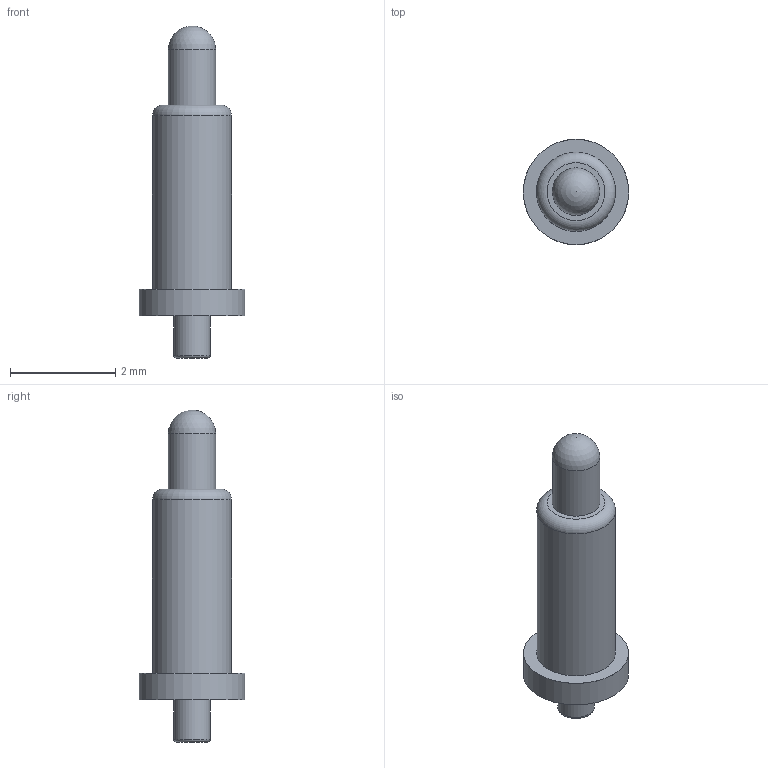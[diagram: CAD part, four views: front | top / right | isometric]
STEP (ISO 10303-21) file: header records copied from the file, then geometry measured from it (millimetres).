
FILE_DESCRIPTION(('Open CASCADE Model'),'2;1');
FILE_NAME('Open CASCADE Shape Model','2025-02-10T14:25:45',('Author'),( 'Open CASCADE'),'Open CASCADE STEP processor 7.7','Open CASCADE 7.7' ,'Unknown');
FILE_SCHEMA(('AUTOMOTIVE_DESIGN { 1 0 10303 214 1 1 1 1 }'));
Length unit declared in the file: millimetre
Products named in the file (10): 828bc7ef-e7b2-11ef-abb5-7c76357cb7d6; 828ed527-e7b2-11ef-93d7-7c76357cb7d6; 828ed527-e7b2-11ef-93d7-7c76357cb7d6_part; 8290a9ea-e7b2-11ef-8b9f-7c76357cb7d6; 8290a9ea-e7b2-11ef-8b9f-7c76357cb7d6_part; 82936908-e7b2-11ef-a14e-7c76357cb7d6; 82936908-e7b2-11ef-a14e-7c76357cb7d6_part; 82953f1e-e7b2-11ef-893e-7c76357cb7d6; 82953f1e-e7b2-11ef-893e-7c76357cb7d6_part
Assembly tree (9 placements, depth 4):
  828bc7ef-e7b2-11ef-abb5-7c76357cb7d6
    828bc7ef-e7b2-11ef-abb5-7c76357cb7d6
      828ed527-e7b2-11ef-93d7-7c76357cb7d6
        828ed527-e7b2-11ef-93d7-7c76357cb7d6_part
      8290a9ea-e7b2-11ef-8b9f-7c76357cb7d6
        8290a9ea-e7b2-11ef-8b9f-7c76357cb7d6_part
      82936908-e7b2-11ef-a14e-7c76357cb7d6
        82936908-e7b2-11ef-a14e-7c76357cb7d6_part
      82953f1e-e7b2-11ef-893e-7c76357cb7d6
        82953f1e-e7b2-11ef-893e-7c76357cb7d6_part
Bounding box: 2 x 2 x 6.3 mm (x, y, z)
Volume: 8.9 mm3; surface area: 36.4 mm2
Topology: 4 solids, 4 shells, 15 faces, 20 edges, 12 vertices
Faces by surface type: plane 7, cylinder 4, torus 3, sphere 1
Full cylindrical faces by diameter (mm): 0.7 x1, 0.9 x1, 1.5 x1, 2 x1
Entity records: 725 total; most frequent: DIRECTION 114, CARTESIAN_POINT 112, AXIS2_PLACEMENT_3D 40, ORIENTED_EDGE 38, PCURVE 38, DEFINITIONAL_REPRESENTATION 38, LINE 29, VECTOR 29
